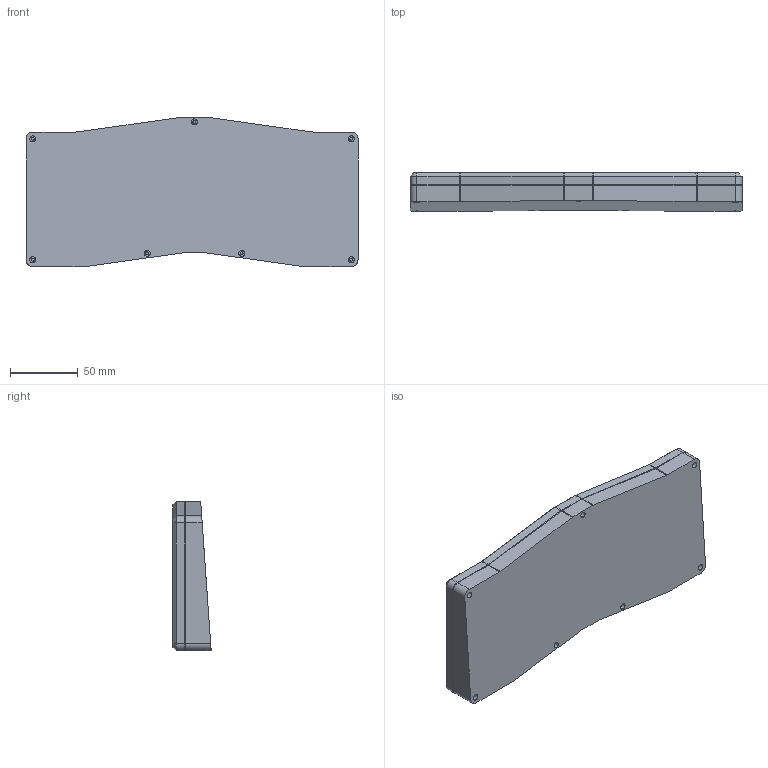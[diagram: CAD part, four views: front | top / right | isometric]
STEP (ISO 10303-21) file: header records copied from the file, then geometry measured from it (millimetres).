
FILE_DESCRIPTION (( 'STEP AP214' ), '1' );
FILE_NAME ('Adalyn.STEP', '2021-11-17T16:04:00', ( '' ), ( '' ), 'SwSTEP 2.0', 'SolidWorks 2021', '' );
FILE_SCHEMA (( 'AUTOMOTIVE_DESIGN' ));
Length unit declared in the file: millimetre
Products named in the file (3): Adalyn; PCB
Assembly tree (2 placements, depth 2):
  Adalyn
    Adalyn
    PCB
Bounding box: 244.83 x 28.19 x 109.9 mm (x, y, z)
Volume: 323943.6 mm3; surface area: 160369.7 mm2
Topology: 4 solids, 4 shells, 1187 faces, 3212 edges, 2042 vertices
Faces by surface type: cylinder 472, plane 437, cone 156, bspline 122
Entity records: 37195 total; most frequent: CARTESIAN_POINT 7356, ORIENTED_EDGE 6392, DIRECTION 6038, EDGE_CURVE 3196, AXIS2_PLACEMENT_3D 2130, VERTEX_POINT 2042, LINE 1778, VECTOR 1778
